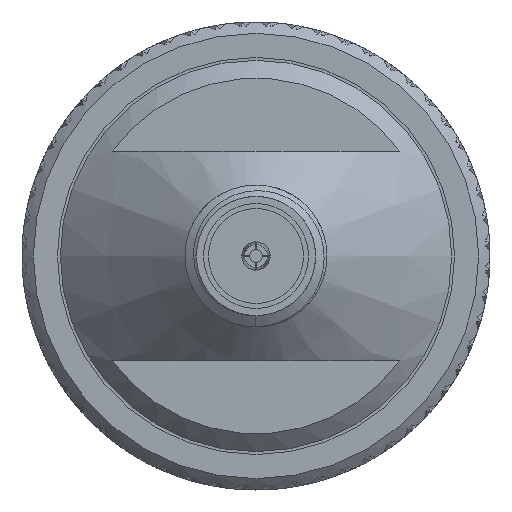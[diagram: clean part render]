
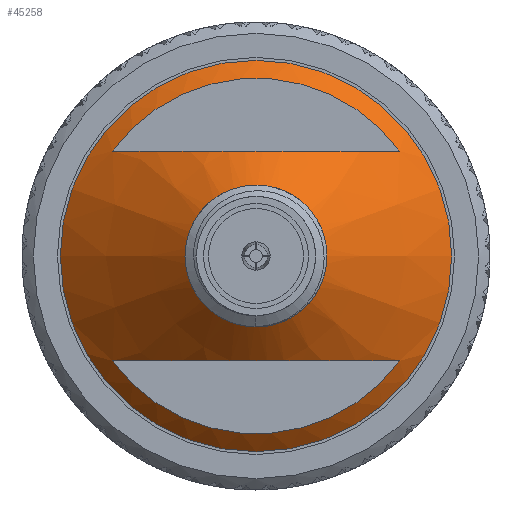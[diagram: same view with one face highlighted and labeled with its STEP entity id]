
A CAD part, left-side view. The second image highlights one B-rep face of the part: STEP entity #45258.
In plain terms, the highlighted conical face has half-angle 46.595 degrees and reference radius 5.715 mm.
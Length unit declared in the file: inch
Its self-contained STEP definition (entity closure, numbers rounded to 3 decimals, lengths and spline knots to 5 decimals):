
#618=(
BOUNDED_CURVE()
B_SPLINE_CURVE(2,(#71366,#71367,#71368),.UNSPECIFIED.,.F.,.F.)
B_SPLINE_CURVE_WITH_KNOTS((3,3),(0.,0.56086),.UNSPECIFIED.)
CURVE()
GEOMETRIC_REPRESENTATION_ITEM()
RATIONAL_B_SPLINE_CURVE((1.,1.693,1.))
REPRESENTATION_ITEM('')
);
#619=(
BOUNDED_CURVE()
B_SPLINE_CURVE(2,(#71375,#71376,#71377),.UNSPECIFIED.,.F.,.F.)
B_SPLINE_CURVE_WITH_KNOTS((3,3),(0.,0.56086),.UNSPECIFIED.)
CURVE()
GEOMETRIC_REPRESENTATION_ITEM()
RATIONAL_B_SPLINE_CURVE((1.,1.693,1.))
REPRESENTATION_ITEM('')
);
#3832=FACE_BOUND('',#7685,.T.);
#3833=FACE_BOUND('',#7686,.T.);
#4187=FACE_OUTER_BOUND('',#7684,.T.);
#7684=EDGE_LOOP('',(#30317,#30318,#30319,#30320));
#7685=EDGE_LOOP('',(#30321,#30322));
#7686=EDGE_LOOP('',(#30323,#30324));
#11184=CIRCLE('',#48814,0.31328);
#11185=CIRCLE('',#48817,0.31328);
#11186=CIRCLE('',#48820,0.105);
#11187=CIRCLE('',#48822,0.345);
#17682=LINE('',#71384,#18107);
#18107=VECTOR('',#55936,0.225);
#18558=VERTEX_POINT('',#71361);
#18559=VERTEX_POINT('',#71362);
#18560=VERTEX_POINT('',#71370);
#18561=VERTEX_POINT('',#71371);
#18562=VERTEX_POINT('',#71379);
#18563=VERTEX_POINT('',#71382);
#22675=EDGE_CURVE('',#18558,#18559,#11184,.T.);
#22677=EDGE_CURVE('',#18559,#18558,#618,.T.);
#22678=EDGE_CURVE('',#18560,#18561,#11185,.T.);
#22680=EDGE_CURVE('',#18561,#18560,#619,.T.);
#22681=EDGE_CURVE('',#18562,#18562,#11186,.T.);
#22682=EDGE_CURVE('',#18563,#18563,#11187,.T.);
#22683=EDGE_CURVE('',#18563,#18562,#17682,.T.);
#30317=ORIENTED_EDGE('',*,*,#22682,.F.);
#30318=ORIENTED_EDGE('',*,*,#22683,.T.);
#30319=ORIENTED_EDGE('',*,*,#22681,.T.);
#30320=ORIENTED_EDGE('',*,*,#22683,.F.);
#30321=ORIENTED_EDGE('',*,*,#22677,.T.);
#30322=ORIENTED_EDGE('',*,*,#22675,.T.);
#30323=ORIENTED_EDGE('',*,*,#22680,.T.);
#30324=ORIENTED_EDGE('',*,*,#22678,.T.);
#45194=CONICAL_SURFACE('',#48821,0.225,0.813);
#45258=ADVANCED_FACE('',(#4187,#3832,#3833),#45194,.T.);
#48814=AXIS2_PLACEMENT_3D('',#71363,#55916,#55917);
#48817=AXIS2_PLACEMENT_3D('',#71372,#55923,#55924);
#48820=AXIS2_PLACEMENT_3D('',#71380,#55930,#55931);
#48821=AXIS2_PLACEMENT_3D('',#71381,#55932,#55933);
#48822=AXIS2_PLACEMENT_3D('',#71383,#55934,#55935);
#55916=DIRECTION('center_axis',(1.,0.,0.));
#55917=DIRECTION('ref_axis',(0.,-1.,0.));
#55923=DIRECTION('center_axis',(1.,0.,0.));
#55924=DIRECTION('ref_axis',(0.,-1.,0.));
#55930=DIRECTION('center_axis',(1.,0.,0.));
#55931=DIRECTION('ref_axis',(0.,0.,1.));
#55932=DIRECTION('center_axis',(1.,0.,0.));
#55933=DIRECTION('ref_axis',(0.,-1.,0.));
#55934=DIRECTION('center_axis',(1.,0.,0.));
#55935=DIRECTION('ref_axis',(0.,0.,1.));
#55936=DIRECTION('',(-0.687,-0.727,0.));
#71361=CARTESIAN_POINT('',(135.91778,122.30048,0.185));
#71362=CARTESIAN_POINT('',(135.91778,121.79483,0.185));
#71363=CARTESIAN_POINT('Origin',(135.91778,122.04766,0.));
#71366=CARTESIAN_POINT('Ctrl Pts',(135.91778,121.79483,0.185));
#71367=CARTESIAN_POINT('Ctrl Pts',(135.7248,122.04766,0.185));
#71368=CARTESIAN_POINT('Ctrl Pts',(135.91778,122.30048,0.185));
#71370=CARTESIAN_POINT('',(135.91778,121.79483,-0.185));
#71371=CARTESIAN_POINT('',(135.91778,122.30048,-0.185));
#71372=CARTESIAN_POINT('Origin',(135.91778,122.04766,0.));
#71375=CARTESIAN_POINT('Ctrl Pts',(135.91778,122.30048,-0.185));
#71376=CARTESIAN_POINT('Ctrl Pts',(135.7248,122.04766,-0.185));
#71377=CARTESIAN_POINT('Ctrl Pts',(135.91778,121.79483,-0.185));
#71379=CARTESIAN_POINT('',(135.72078,122.15266,0.));
#71380=CARTESIAN_POINT('Origin',(135.72078,122.04766,0.));
#71381=CARTESIAN_POINT('Origin',(135.83428,122.04766,0.));
#71382=CARTESIAN_POINT('',(135.94778,122.39266,0.));
#71383=CARTESIAN_POINT('Origin',(135.94778,122.04766,0.));
#71384=CARTESIAN_POINT('',(135.83428,122.27266,0.));
